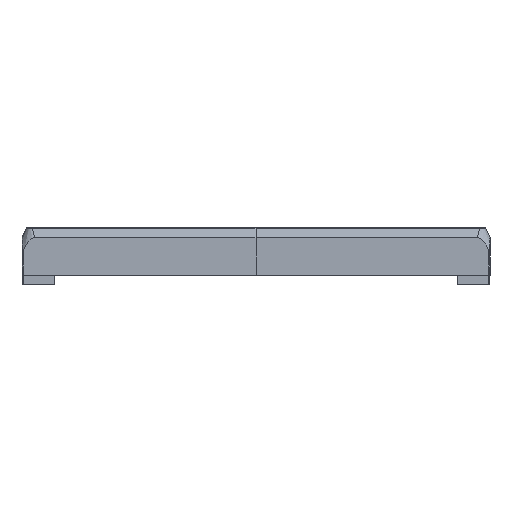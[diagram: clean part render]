
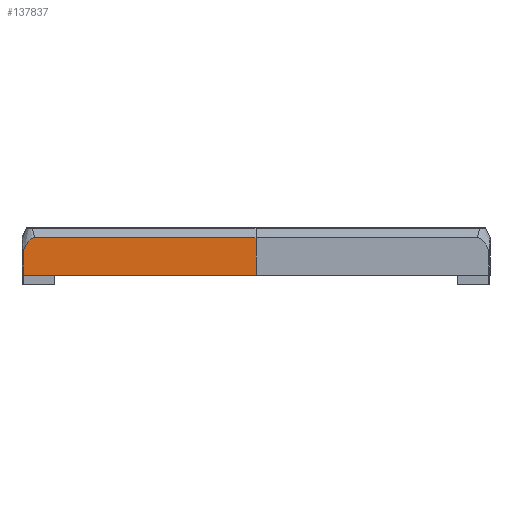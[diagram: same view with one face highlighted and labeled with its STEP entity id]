
A CAD part, front view. The second image highlights one B-rep face of the part: STEP entity #137837.
In plain terms, the highlighted planar face has unit normal (0, -1, 0).
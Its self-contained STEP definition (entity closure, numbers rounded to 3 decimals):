
#4399=PLANE('',#145972);
#10000=LINE('',#190421,#27046);
#10002=LINE('',#190425,#27048);
#10003=LINE('',#190427,#27049);
#10004=LINE('',#190428,#27050);
#27046=VECTOR('',#154963,10.);
#27048=VECTOR('',#154967,10.);
#27049=VECTOR('',#154968,10.);
#27050=VECTOR('',#154969,10.);
#45724=FACE_OUTER_BOUND('',#53834,.T.);
#53834=EDGE_LOOP('',(#96910,#96911,#96912,#96913,#96914));
#62896=B_SPLINE_CURVE_WITH_KNOTS('',3,(#190346,#190347,#190348,#190349,
#190350,#190351,#190352,#190353,#190354,#190355),.UNSPECIFIED.,.F.,.F.,
(4,2,2,2,4),(0.102,0.168,0.338,0.409,
0.472),.UNSPECIFIED.);
#63837=VERTEX_POINT('',#190344);
#63838=VERTEX_POINT('',#190345);
#63843=VERTEX_POINT('',#190420);
#63844=VERTEX_POINT('',#190424);
#63845=VERTEX_POINT('',#190426);
#76374=EDGE_CURVE('',#63837,#63838,#62896,.T.);
#76382=EDGE_CURVE('',#63838,#63843,#10000,.T.);
#76384=EDGE_CURVE('',#63844,#63837,#10002,.T.);
#76385=EDGE_CURVE('',#63845,#63844,#10003,.F.);
#76386=EDGE_CURVE('',#63843,#63845,#10004,.T.);
#96910=ORIENTED_EDGE('',*,*,#76374,.F.);
#96911=ORIENTED_EDGE('',*,*,#76384,.F.);
#96912=ORIENTED_EDGE('',*,*,#76385,.F.);
#96913=ORIENTED_EDGE('',*,*,#76386,.F.);
#96914=ORIENTED_EDGE('',*,*,#76382,.F.);
#137837=ADVANCED_FACE('',(#45724),#4399,.T.);
#145972=AXIS2_PLACEMENT_3D('',#190423,#154965,#154966);
#154963=DIRECTION('',(1.,0.,0.));
#154965=DIRECTION('center_axis',(0.,-1.,
0.));
#154966=DIRECTION('ref_axis',(-1.,0.,0.));
#154967=DIRECTION('',(0.,0.,1.));
#154968=DIRECTION('',(1.,0.,0.));
#154969=DIRECTION('',(0.,0.,-1.));
#190344=CARTESIAN_POINT('',(-41.021,-27.305,-3.864));
#190345=CARTESIAN_POINT('',(-39.066,-27.305,-1.778));
#190346=CARTESIAN_POINT('Ctrl Pts',(-41.021,-27.305,
-3.864));
#190347=CARTESIAN_POINT('Ctrl Pts',(-40.905,-27.305,
-3.647));
#190348=CARTESIAN_POINT('Ctrl Pts',(-40.787,-27.305,-3.433));
#190349=CARTESIAN_POINT('Ctrl Pts',(-40.371,-27.305,
-2.731));
#190350=CARTESIAN_POINT('Ctrl Pts',(-40.084,-27.305,
-2.328));
#190351=CARTESIAN_POINT('Ctrl Pts',(-39.67,-27.305,
-1.974));
#190352=CARTESIAN_POINT('Ctrl Pts',(-39.548,-27.305,
-1.896));
#190353=CARTESIAN_POINT('Ctrl Pts',(-39.305,-27.305,
-1.8));
#190354=CARTESIAN_POINT('Ctrl Pts',(-39.188,-27.305,
-1.778));
#190355=CARTESIAN_POINT('Ctrl Pts',(-39.066,-27.305,
-1.778));
#190420=CARTESIAN_POINT('',(0.,-27.305,-1.778));
#190421=CARTESIAN_POINT('',(-5.08,-27.305,-1.778));
#190423=CARTESIAN_POINT('Origin',(0.,-27.305,
0.));
#190424=CARTESIAN_POINT('',(-41.021,-27.305,-8.382));
#190425=CARTESIAN_POINT('',(-41.021,-27.305,0.));
#190426=CARTESIAN_POINT('',(0.,-27.305,-8.382));
#190427=CARTESIAN_POINT('',(-10.16,-27.305,-8.382));
#190428=CARTESIAN_POINT('',(0.,-27.305,0.));
